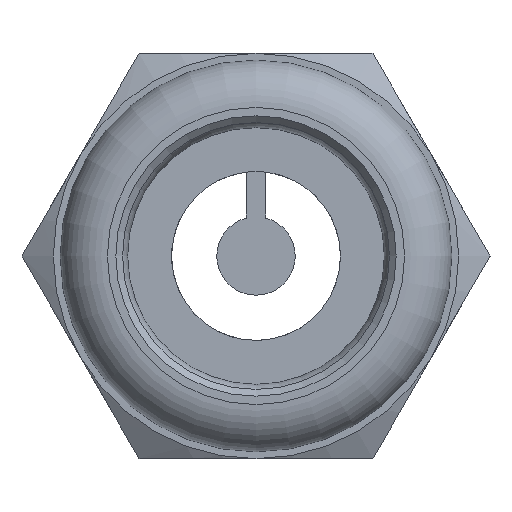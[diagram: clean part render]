
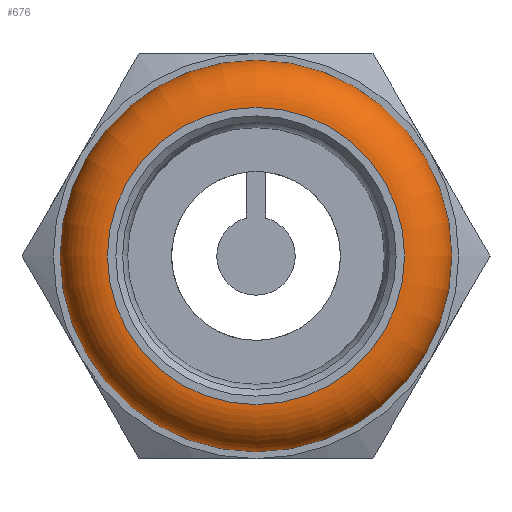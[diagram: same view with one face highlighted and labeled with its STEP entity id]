
A CAD part, left-side view. The second image highlights one B-rep face of the part: STEP entity #676.
In plain terms, the highlighted toroidal (fillet/blend) face has major radius 8.8 mm and minor radius 2.8 mm.
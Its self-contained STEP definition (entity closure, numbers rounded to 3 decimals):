
#171=FACE_BOUND($,#270,.T.);
#203=FACE_OUTER_BOUND($,#269,.T.);
#269=EDGE_LOOP($,(#545));
#270=EDGE_LOOP($,(#546));
#323=CIRCLE($,#736,8.8);
#330=CIRCLE($,#752,11.006);
#369=VERTEX_POINT($,#1073);
#376=VERTEX_POINT($,#1096);
#431=EDGE_CURVE($,#369,#369,#323,.T.);
#438=EDGE_CURVE($,#376,#376,#330,.T.);
#545=ORIENTED_EDGE($,*,*,#431,.F.);
#546=ORIENTED_EDGE($,*,*,#438,.T.);
#653=TOROIDAL_SURFACE($,#753,8.8,2.8);
#676=ADVANCED_FACE($,(#203,#171),#653,.T.);
#736=AXIS2_PLACEMENT_3D($,#1074,#870,#871);
#752=AXIS2_PLACEMENT_3D($,#1097,#902,#903);
#753=AXIS2_PLACEMENT_3D($,#1098,#904,#905);
#870=DIRECTION('center_axis',(1.,0.,0.));
#871=DIRECTION('ref_axis',(0.,1.,0.));
#902=DIRECTION('center_axis',(1.,0.,0.));
#903=DIRECTION('ref_axis',(0.,1.,0.));
#904=DIRECTION('center_axis',(1.,0.,0.));
#905=DIRECTION('ref_axis',(0.,0.,-1.));
#1073=CARTESIAN_POINT('',(0.,8.8,0.));
#1074=CARTESIAN_POINT('Origin',(0.,0.,0.));
#1096=CARTESIAN_POINT('',(-4.524,11.006,0.));
#1097=CARTESIAN_POINT('Origin',(-4.524,0.,0.));
#1098=CARTESIAN_POINT('Origin',(-2.8,0.,0.));
